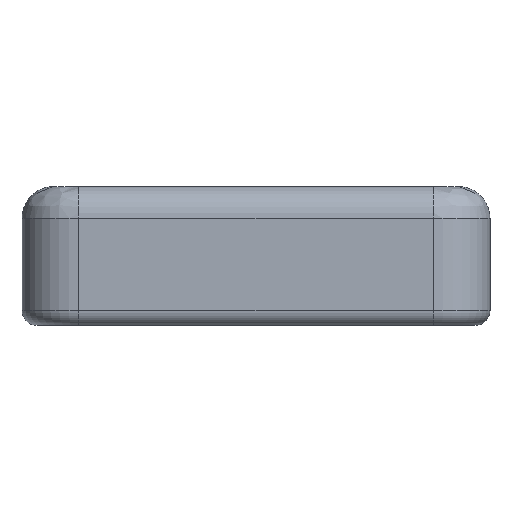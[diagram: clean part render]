
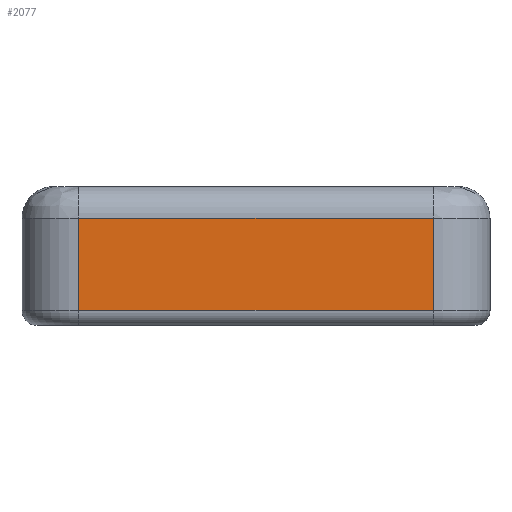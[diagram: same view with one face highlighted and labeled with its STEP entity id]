
A CAD part, front view. The second image highlights one B-rep face of the part: STEP entity #2077.
In plain terms, the highlighted planar face has unit normal (0, -1, 0).
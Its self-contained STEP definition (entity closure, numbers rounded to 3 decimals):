
#267=FACE_OUTER_BOUND('',#392,.T.);
#392=EDGE_LOOP('',(#1519,#1520,#1521,#1522));
#530=LINE('',#3211,#714);
#535=LINE('',#3233,#719);
#542=LINE('',#3259,#726);
#545=LINE('',#3268,#729);
#714=VECTOR('',#2551,10.);
#719=VECTOR('',#2578,10.);
#726=VECTOR('',#2603,10.);
#729=VECTOR('',#2614,10.);
#898=VERTEX_POINT('',#3203);
#900=VERTEX_POINT('',#3209);
#906=VERTEX_POINT('',#3231);
#916=VERTEX_POINT('',#3258);
#1120=EDGE_CURVE('',#900,#898,#530,.T.);
#1132=EDGE_CURVE('',#906,#900,#535,.T.);
#1144=EDGE_CURVE('',#898,#916,#542,.T.);
#1149=EDGE_CURVE('',#916,#906,#545,.T.);
#1519=ORIENTED_EDGE('',*,*,#1120,.F.);
#1520=ORIENTED_EDGE('',*,*,#1132,.F.);
#1521=ORIENTED_EDGE('',*,*,#1149,.F.);
#1522=ORIENTED_EDGE('',*,*,#1144,.F.);
#2010=PLANE('',#2251);
#2077=ADVANCED_FACE('',(#267),#2010,.T.);
#2251=AXIS2_PLACEMENT_3D('',#3267,#2612,#2613);
#2551=DIRECTION('',(-1.,0.,0.));
#2578=DIRECTION('',(0.,0.,-1.));
#2603=DIRECTION('',(0.,0.,1.));
#2612=DIRECTION('center_axis',(0.,-1.,0.));
#2613=DIRECTION('ref_axis',(0.,0.,-1.));
#2614=DIRECTION('',(1.,0.,0.));
#3203=CARTESIAN_POINT('',(0.525,-65.625,-10.6));
#3209=CARTESIAN_POINT('',(56.625,-65.625,-10.6));
#3211=CARTESIAN_POINT('',(14.8,-65.625,-10.6));
#3231=CARTESIAN_POINT('',(56.625,-65.625,4.));
#3233=CARTESIAN_POINT('',(56.625,-65.625,1.5));
#3258=CARTESIAN_POINT('',(0.525,-65.625,4.));
#3259=CARTESIAN_POINT('',(0.525,-65.625,1.5));
#3267=CARTESIAN_POINT('Origin',(1.025,-65.625,1.5));
#3268=CARTESIAN_POINT('',(14.8,-65.625,4.));
